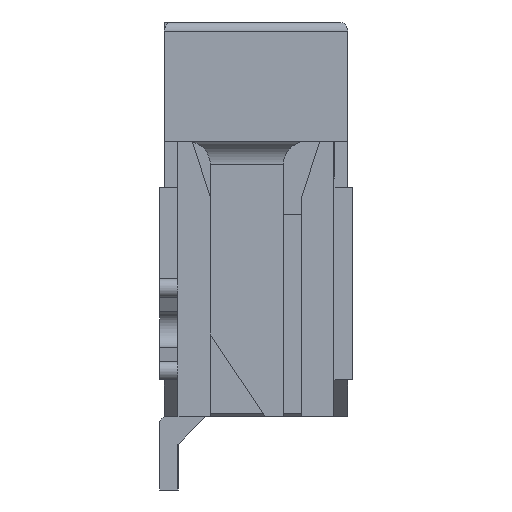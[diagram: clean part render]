
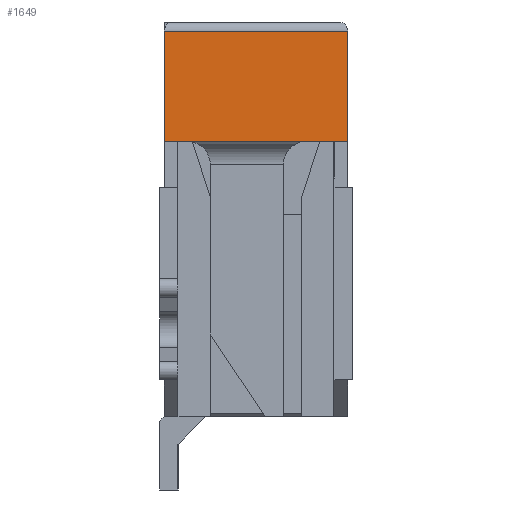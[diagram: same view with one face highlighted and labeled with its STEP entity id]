
A CAD part, left-side view. The second image highlights one B-rep face of the part: STEP entity #1649.
In plain terms, the highlighted planar face has unit normal (-1, 0, 0).
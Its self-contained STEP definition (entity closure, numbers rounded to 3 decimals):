
#1649 = ADVANCED_FACE( '', ( #3501 ), #3502, .T. );
#3501 = FACE_OUTER_BOUND( '', #5680, .T. );
#3502 = PLANE( '', #5681 );
#5680 = EDGE_LOOP( '', ( #10173, #10174, #10175, #10176 ) );
#5681 = AXIS2_PLACEMENT_3D( '', #10177, #10178, #10179 );
#10173 = ORIENTED_EDGE( '', *, *, #16311, .F. );
#10174 = ORIENTED_EDGE( '', *, *, #16493, .T. );
#10175 = ORIENTED_EDGE( '', *, *, #16186, .T. );
#10176 = ORIENTED_EDGE( '', *, *, #16494, .F. );
#10177 = CARTESIAN_POINT( '', ( -10.7, -1., 0.65 ) );
#10178 = DIRECTION( '', ( -1., 0., 0. ) );
#10179 = DIRECTION( '', ( 0., 0., 1. ) );
#16186 = EDGE_CURVE( '', #18971, #20376, #20377, .T. );
#16311 = EDGE_CURVE( '', #20530, #20558, #20559, .T. );
#16493 = EDGE_CURVE( '', #20530, #18971, #20823, .T. );
#16494 = EDGE_CURVE( '', #20558, #20376, #20824, .T. );
#18971 = VERTEX_POINT( '', #24168 );
#20376 = VERTEX_POINT( '', #26270 );
#20377 = LINE( '', #26271, #26272 );
#20530 = VERTEX_POINT( '', #26509 );
#20558 = VERTEX_POINT( '', #26550 );
#20559 = LINE( '', #26551, #26552 );
#20823 = LINE( '', #26969, #26970 );
#20824 = LINE( '', #26971, #26972 );
#24168 = CARTESIAN_POINT( '', ( -10.7, 1., 0.55 ) );
#26270 = CARTESIAN_POINT( '', ( -10.7, 1., -0.65 ) );
#26271 = CARTESIAN_POINT( '', ( -10.7, 1., 0.65 ) );
#26272 = VECTOR( '', #30575, 1000. );
#26509 = CARTESIAN_POINT( '', ( -10.7, -1., 0.55 ) );
#26550 = CARTESIAN_POINT( '', ( -10.7, -1., -0.65 ) );
#26551 = CARTESIAN_POINT( '', ( -10.7, -1., 0.65 ) );
#26552 = VECTOR( '', #30694, 1000. );
#26969 = CARTESIAN_POINT( '', ( -10.7, 1., 0.55 ) );
#26970 = VECTOR( '', #30851, 1000. );
#26971 = CARTESIAN_POINT( '', ( -10.7, -1., -0.65 ) );
#26972 = VECTOR( '', #30852, 1000. );
#30575 = DIRECTION( '', ( 0., 0., -1. ) );
#30694 = DIRECTION( '', ( 0., 0., -1. ) );
#30851 = DIRECTION( '', ( 0., 1., 0. ) );
#30852 = DIRECTION( '', ( 0., 1., 0. ) );
